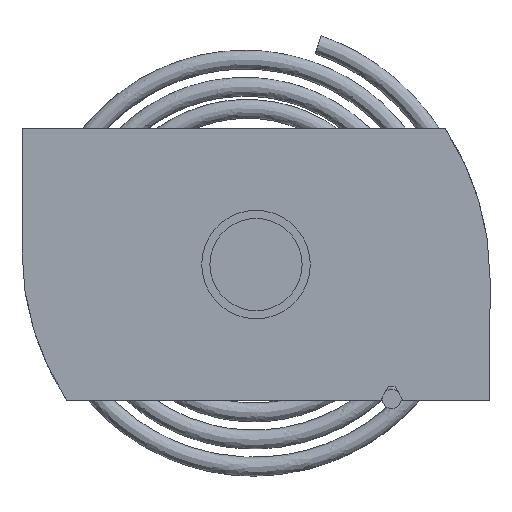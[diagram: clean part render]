
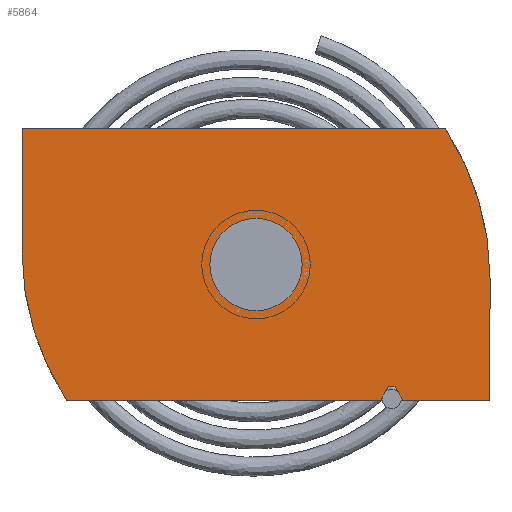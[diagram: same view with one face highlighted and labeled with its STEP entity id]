
A CAD part, front view. The second image highlights one B-rep face of the part: STEP entity #5864.
In plain terms, the highlighted planar face has unit normal (0, -1, 0).
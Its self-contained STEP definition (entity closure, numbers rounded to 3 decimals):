
#158 = VECTOR ( 'NONE', #4002, 1000. ) ;
#234 = EDGE_CURVE ( 'NONE', #1167, #691, #311, .T. ) ;
#265 = CARTESIAN_POINT ( 'NONE',  ( 17.25, 0., -1. ) ) ;
#311 = LINE ( 'NONE', #4522, #158 ) ;
#380 = DIRECTION ( 'NONE',  ( 0., 1., 0. ) ) ;
#531 = VERTEX_POINT ( 'NONE', #4922 ) ;
#635 = ORIENTED_EDGE ( 'NONE', *, *, #4872, .T. ) ;
#666 = DIRECTION ( 'NONE',  ( 1., 0., 0. ) ) ;
#691 = VERTEX_POINT ( 'NONE', #819 ) ;
#754 = ORIENTED_EDGE ( 'NONE', *, *, #3842, .T. ) ;
#766 = LINE ( 'NONE', #5756, #6029 ) ;
#772 = DIRECTION ( 'NONE',  ( 0., 0., -1. ) ) ;
#819 = CARTESIAN_POINT ( 'NONE',  ( 10.827, 0., -10. ) ) ;
#832 = ORIENTED_EDGE ( 'NONE', *, *, #2752, .F. ) ;
#846 = EDGE_LOOP ( 'NONE', ( #6442, #4834 ) ) ;
#1014 = VECTOR ( 'NONE', #3499, 1000. ) ;
#1021 = CARTESIAN_POINT ( 'NONE',  ( 17.25, 0., -10. ) ) ;
#1038 = EDGE_CURVE ( 'NONE', #2232, #3503, #3961, .T. ) ;
#1167 = VERTEX_POINT ( 'NONE', #1021 ) ;
#1184 = CARTESIAN_POINT ( 'NONE',  ( -17.25, 0., 1. ) ) ;
#1228 = CARTESIAN_POINT ( 'NONE',  ( -13.953, 0., -10. ) ) ;
#1314 = ORIENTED_EDGE ( 'NONE', *, *, #4797, .F. ) ;
#1406 = CARTESIAN_POINT ( 'NONE',  ( -17.25, 0., 10. ) ) ;
#1532 = DIRECTION ( 'NONE',  ( 0., 1., 0. ) ) ;
#1563 = VERTEX_POINT ( 'NONE', #5244 ) ;
#1575 = VECTOR ( 'NONE', #772, 1000. ) ;
#1600 = EDGE_CURVE ( 'NONE', #531, #3784, #5572, .T. ) ;
#1740 = DIRECTION ( 'NONE',  ( -1., 0., 0. ) ) ;
#1919 = DIRECTION ( 'NONE',  ( 0., 1., 0. ) ) ;
#2002 = DIRECTION ( 'NONE',  ( 0., -1., 0. ) ) ;
#2232 = VERTEX_POINT ( 'NONE', #4954 ) ;
#2292 = VECTOR ( 'NONE', #1740, 1000. ) ;
#2303 = CARTESIAN_POINT ( 'NONE',  ( -17.25, 0., 10. ) ) ;
#2360 = CIRCLE ( 'NONE', #4423, 20. ) ;
#2440 = LINE ( 'NONE', #1228, #2292 ) ;
#2627 = VERTEX_POINT ( 'NONE', #1184 ) ;
#2686 = DIRECTION ( 'NONE',  ( 0., 1., 0. ) ) ;
#2692 = CIRCLE ( 'NONE', #6240, 3.4 ) ;
#2701 = DIRECTION ( 'NONE',  ( 1., 0., 0. ) ) ;
#2752 = EDGE_CURVE ( 'NONE', #1563, #6524, #2440, .T. ) ;
#2772 = FACE_BOUND ( 'NONE', #846, .T. ) ;
#2814 = AXIS2_PLACEMENT_3D ( 'NONE', #5748, #2686, #6258 ) ;
#2898 = VERTEX_POINT ( 'NONE', #2303 ) ;
#2941 = ORIENTED_EDGE ( 'NONE', *, *, #3660, .F. ) ;
#3061 = ORIENTED_EDGE ( 'NONE', *, *, #1600, .T. ) ;
#3409 = LINE ( 'NONE', #6568, #1014 ) ;
#3436 = CARTESIAN_POINT ( 'NONE',  ( 0., 0., 0. ) ) ;
#3460 = CARTESIAN_POINT ( 'NONE',  ( 0., 0., 3.4 ) ) ;
#3499 = DIRECTION ( 'NONE',  ( 0.5, 0., -0.866 ) ) ;
#3503 = VERTEX_POINT ( 'NONE', #3460 ) ;
#3516 = CARTESIAN_POINT ( 'NONE',  ( 2.75, 0., 1. ) ) ;
#3555 = VERTEX_POINT ( 'NONE', #6496 ) ;
#3620 = ORIENTED_EDGE ( 'NONE', *, *, #3636, .F. ) ;
#3636 = EDGE_CURVE ( 'NONE', #5055, #3555, #2360, .T. ) ;
#3660 = EDGE_CURVE ( 'NONE', #2627, #2898, #6292, .T. ) ;
#3784 = VERTEX_POINT ( 'NONE', #5507 ) ;
#3842 = EDGE_CURVE ( 'NONE', #3784, #691, #3409, .T. ) ;
#3932 = DIRECTION ( 'NONE',  ( 0., 0., 1. ) ) ;
#3941 = ORIENTED_EDGE ( 'NONE', *, *, #234, .F. ) ;
#3961 = CIRCLE ( 'NONE', #5661, 3.4 ) ;
#4002 = DIRECTION ( 'NONE',  ( -1., 0., 0. ) ) ;
#4236 = EDGE_CURVE ( 'NONE', #3555, #1167, #5643, .T. ) ;
#4332 = EDGE_LOOP ( 'NONE', ( #754, #3941, #5221, #3620, #5958, #2941, #1314, #832, #635, #3061 ) ) ;
#4350 = LINE ( 'NONE', #5081, #6041 ) ;
#4361 = VECTOR ( 'NONE', #2701, 1000. ) ;
#4423 = AXIS2_PLACEMENT_3D ( 'NONE', #4963, #1919, #5483 ) ;
#4432 = CARTESIAN_POINT ( 'NONE',  ( 13.953, 0., 10. ) ) ;
#4522 = CARTESIAN_POINT ( 'NONE',  ( -13.953, 0., -10. ) ) ;
#4576 = CARTESIAN_POINT ( 'NONE',  ( 0., 0., 0. ) ) ;
#4797 = EDGE_CURVE ( 'NONE', #6524, #2627, #5883, .T. ) ;
#4834 = ORIENTED_EDGE ( 'NONE', *, *, #1038, .T. ) ;
#4872 = EDGE_CURVE ( 'NONE', #1563, #531, #4350, .T. ) ;
#4918 = VECTOR ( 'NONE', #5995, 1000. ) ;
#4922 = CARTESIAN_POINT ( 'NONE',  ( 9.75, 0., -9. ) ) ;
#4954 = CARTESIAN_POINT ( 'NONE',  ( 0., 0., -3.4 ) ) ;
#4963 = CARTESIAN_POINT ( 'NONE',  ( -2.75, 0., -1. ) ) ;
#5050 = PLANE ( 'NONE',  #5074 ) ;
#5055 = VERTEX_POINT ( 'NONE', #4432 ) ;
#5060 = CARTESIAN_POINT ( 'NONE',  ( -13.953, 0., -10. ) ) ;
#5074 = AXIS2_PLACEMENT_3D ( 'NONE', #3516, #2002, #5571 ) ;
#5081 = CARTESIAN_POINT ( 'NONE',  ( 9.75, 0., -9. ) ) ;
#5097 = DIRECTION ( 'NONE',  ( 0., 0., 1. ) ) ;
#5137 = EDGE_CURVE ( 'NONE', #3503, #2232, #2692, .T. ) ;
#5221 = ORIENTED_EDGE ( 'NONE', *, *, #4236, .F. ) ;
#5244 = CARTESIAN_POINT ( 'NONE',  ( 9.173, 0., -10. ) ) ;
#5326 = FACE_OUTER_BOUND ( 'NONE', #4332, .T. ) ;
#5483 = DIRECTION ( 'NONE',  ( 0., 0., -1. ) ) ;
#5507 = CARTESIAN_POINT ( 'NONE',  ( 10.25, 0., -9. ) ) ;
#5571 = DIRECTION ( 'NONE',  ( 0., 0., -1. ) ) ;
#5572 = LINE ( 'NONE', #5759, #4361 ) ;
#5643 = LINE ( 'NONE', #265, #1575 ) ;
#5661 = AXIS2_PLACEMENT_3D ( 'NONE', #4576, #1532, #5097 ) ;
#5748 = CARTESIAN_POINT ( 'NONE',  ( 2.75, 0., 1. ) ) ;
#5756 = CARTESIAN_POINT ( 'NONE',  ( -17.25, 0., 10. ) ) ;
#5759 = CARTESIAN_POINT ( 'NONE',  ( 10.25, 0., -9. ) ) ;
#5864 = ADVANCED_FACE ( 'NONE', ( #5326, #2772 ), #5050, .T. ) ;
#5883 = CIRCLE ( 'NONE', #2814, 20. ) ;
#5958 = ORIENTED_EDGE ( 'NONE', *, *, #6304, .F. ) ;
#5995 = DIRECTION ( 'NONE',  ( 0., 0., 1. ) ) ;
#6029 = VECTOR ( 'NONE', #666, 1000. ) ;
#6041 = VECTOR ( 'NONE', #6112, 1000. ) ;
#6112 = DIRECTION ( 'NONE',  ( 0.5, 0., 0.866 ) ) ;
#6240 = AXIS2_PLACEMENT_3D ( 'NONE', #3436, #380, #3932 ) ;
#6258 = DIRECTION ( 'NONE',  ( 0., 0., -1. ) ) ;
#6292 = LINE ( 'NONE', #1406, #4918 ) ;
#6304 = EDGE_CURVE ( 'NONE', #2898, #5055, #766, .T. ) ;
#6442 = ORIENTED_EDGE ( 'NONE', *, *, #5137, .T. ) ;
#6496 = CARTESIAN_POINT ( 'NONE',  ( 17.25, 0., -1. ) ) ;
#6524 = VERTEX_POINT ( 'NONE', #5060 ) ;
#6568 = CARTESIAN_POINT ( 'NONE',  ( 10.827, 0., -10. ) ) ;
